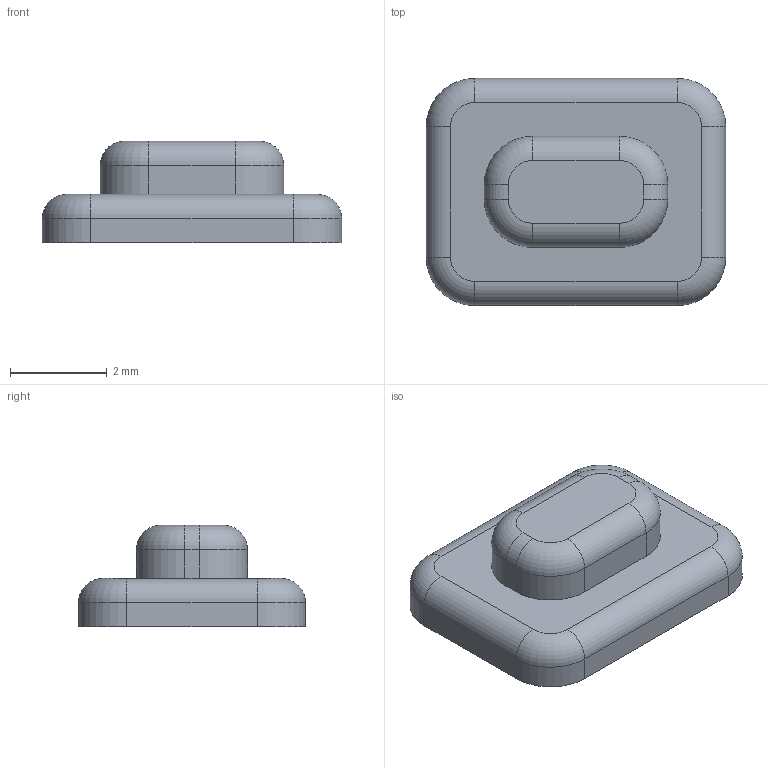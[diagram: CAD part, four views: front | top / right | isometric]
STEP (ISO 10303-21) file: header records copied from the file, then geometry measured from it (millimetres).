
FILE_DESCRIPTION (( 'STEP AP203' ), '1' );
FILE_NAME ('偌瑩.STEP', '2024-01-14T03:40:44', ( '' ), ( '' ), 'SwSTEP 2.0', 'SolidWorks 2022', '' );
FILE_SCHEMA (( 'CONFIG_CONTROL_DESIGN' ));
Length unit declared in the file: millimetre
Products named in the file (1): 偌瑩
Bounding box: 6.2 x 4.7 x 2.1 mm (x, y, z)
Volume: 35.4 mm3; surface area: 81.4 mm2
Topology: 1 solids, 1 shells, 35 faces, 80 edges, 48 vertices
Faces by surface type: cylinder 16, plane 11, torus 8
Entity records: 1063 total; most frequent: DIRECTION 192, CARTESIAN_POINT 164, ORIENTED_EDGE 160, EDGE_CURVE 80, AXIS2_PLACEMENT_3D 76, VERTEX_POINT 48, LINE 40, CIRCLE 40
